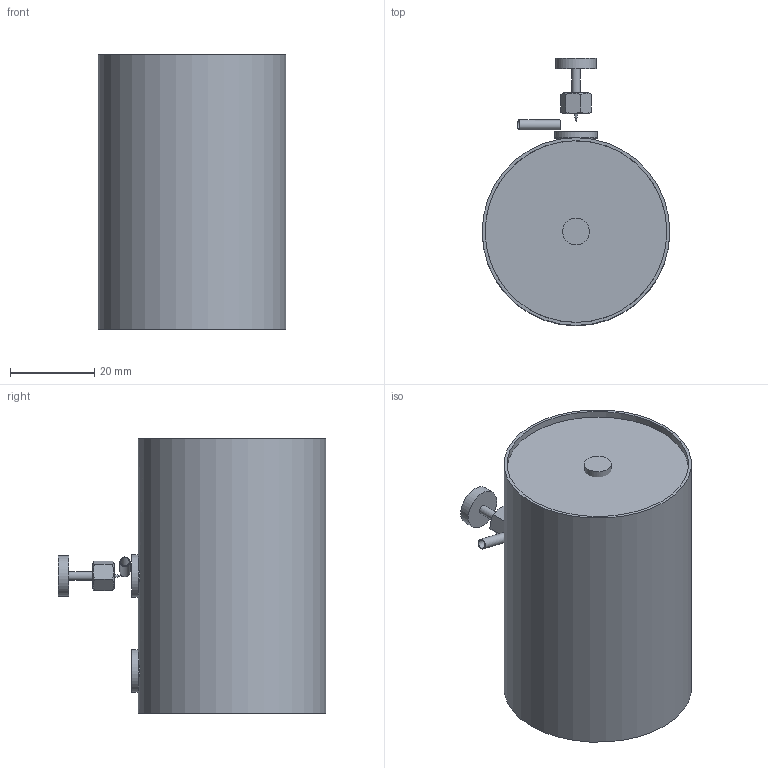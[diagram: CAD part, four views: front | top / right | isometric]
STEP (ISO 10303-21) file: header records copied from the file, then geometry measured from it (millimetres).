
FILE_DESCRIPTION(/* description */ ('ARM1G'),/* implementation_level */ '2;1');
FILE_NAME(/* name */ 'Gas Tank assembly',/* time_stamp */ '2020-05-03T12:03:47+01:00',/* author */ ('Keith Bucklitch'),/* organization */ ('G1MRA'),/* preprocessor_version */ 'ST-DEVELOPER v16.7',/* originating_system */ 'Solid Edge',/* authorisation */ 'Unknown');
FILE_SCHEMA (('AUTOMOTIVE_DESIGN {1 0 10303 214 3 1 1}'));
Length unit declared in the file: millimetre
Products named in the file (8): Gas Tank assembly; Gas valve needle; Gas valve gland nut; Gas valve body; Standard boiler bush_0; Gas tank stay; Gas tank, end plate; Gas tank barrel
Assembly tree (9 placements, depth 2):
  Gas Tank assembly
    Gas valve needle
    Gas valve gland nut
    Gas valve body
    Standard boiler bush_0  x2
    Gas tank stay
    Gas tank, end plate  x2
    Gas tank barrel
Bounding box: 44.45 x 63.35 x 65 mm (x, y, z)
Volume: 13215.8 mm3; surface area: 26769.2 mm2
Topology: 9 solids, 9 shells, 51 faces, 89 edges, 59 vertices
Faces by surface type: plane 27, cylinder 21, cone 3
Full cylindrical faces by diameter (mm): 1.984 x1, 2.1 x1, 2.381 x1, 2.6 x1, 3.175 x2, 4.763 x1, 5.8 x2, 6.35 x1, 8 x4, 9.525 x1, 10 x2, 43.05 x3, 44.45 x1
Entity records: 1227 total; most frequent: CARTESIAN_POINT 238, DIRECTION 168, ORIENTED_EDGE 104, AXIS2_PLACEMENT_3D 81, FACE_BOUND 77, EDGE_LOOP 76, EDGE_CURVE 52, VERTEX_POINT 47
